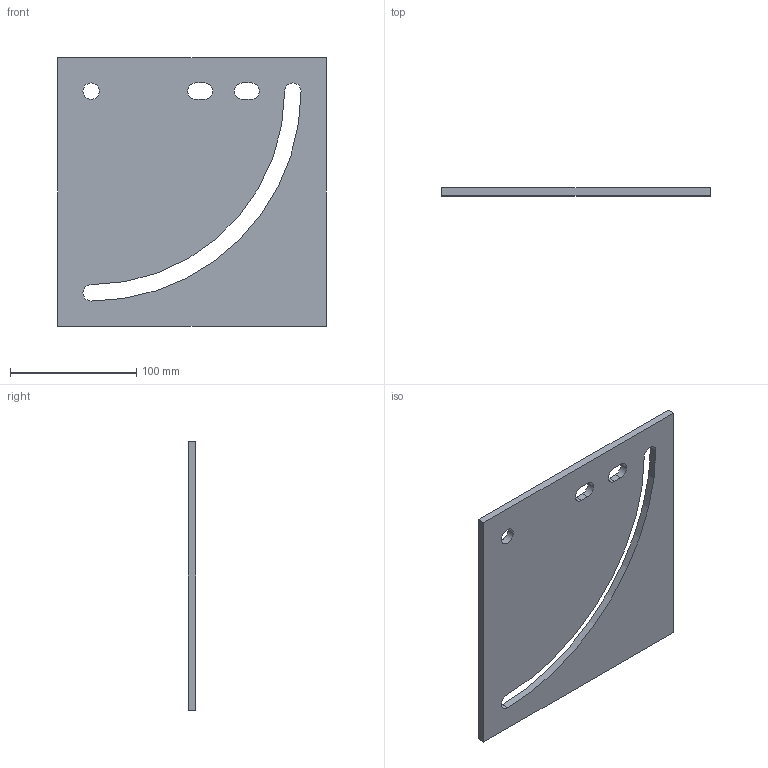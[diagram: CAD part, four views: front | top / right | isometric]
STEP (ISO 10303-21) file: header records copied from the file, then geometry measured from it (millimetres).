
FILE_DESCRIPTION(/* description */ (''),/* implementation_level */ '2;1');
FILE_NAME(/* name */ 'PPU.ipt.stp',/* time_stamp */ '2023-05-17T09:47:26+03:00',/* author */ ('Ртищев А.О.'),/* organization */ (''),/* preprocessor_version */ 'ST-DEVELOPER v19.2',/* originating_system */ 'Autodesk Inventor 2023',/* authorisation */ '');
FILE_SCHEMA (('AUTOMOTIVE_DESIGN { 1 0 10303 214 3 1 1 }'));
Length unit declared in the file: millimetre
Products named in the file (1): Пластина поворотная 
универсальная, PPU
Bounding box: 213 x 6 x 213 mm (x, y, z)
Volume: 248332.9 mm3; surface area: 92053.7 mm2
Topology: 1 solids, 1 shells, 19 faces, 51 edges, 34 vertices
Faces by surface type: plane 10, cylinder 9
Full cylindrical faces by diameter (mm): 13 x1
Entity records: 668 total; most frequent: DIRECTION 109, CARTESIAN_POINT 105, ORIENTED_EDGE 102, EDGE_CURVE 51, AXIS2_PLACEMENT_3D 38, VERTEX_POINT 34, LINE 33, VECTOR 33
